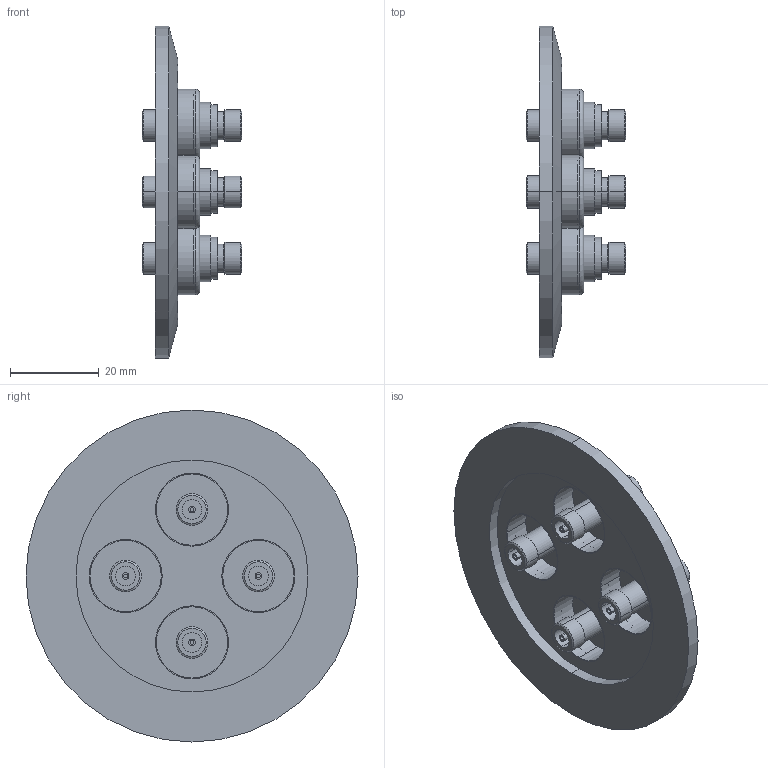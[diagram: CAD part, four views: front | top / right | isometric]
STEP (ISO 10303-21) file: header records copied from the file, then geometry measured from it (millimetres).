
FILE_DESCRIPTION (( 'STEP AP214' ), '1' );
FILE_NAME ('242-SMAD50-K50-4.STEP', '2017-05-10T09:24:36', ( 'allectra' ), ( 'Microsoft' ), 'SwSTEP 2.0', 'SolidWorks 2014', '' );
FILE_SCHEMA (( 'AUTOMOTIVE_DESIGN' ));
Length unit declared in the file: millimetre
Products named in the file (8): 242-SMAD50; 9431-KF50-16.5-4; 242-SMAD50-K50-4; 9431-KF50-16.5-4_DN50 KF
Assembly tree (5 placements, depth 2):
  242-SMAD50
  242-SMAD50
  242-SMAD50
  9431-KF50-16.5-4
  242-SMAD50-K50-4
    9431-KF50-16.5-4_DN50 KF
    242-SMAD50  x4
Bounding box: 22.5 x 75 x 75 mm (x, y, z)
Volume: 17794 mm3; surface area: 15726.7 mm2
Topology: 5 solids, 5 shells, 221 faces, 440 edges, 274 vertices
Faces by surface type: cylinder 124, plane 55, cone 34, torus 8
Entity records: 2035 total; most frequent: DIRECTION 384, CARTESIAN_POINT 305, ORIENTED_EDGE 280, AXIS2_PLACEMENT_3D 167, EDGE_CURVE 140, CIRCLE 90, VERTEX_POINT 88, EDGE_LOOP 88
